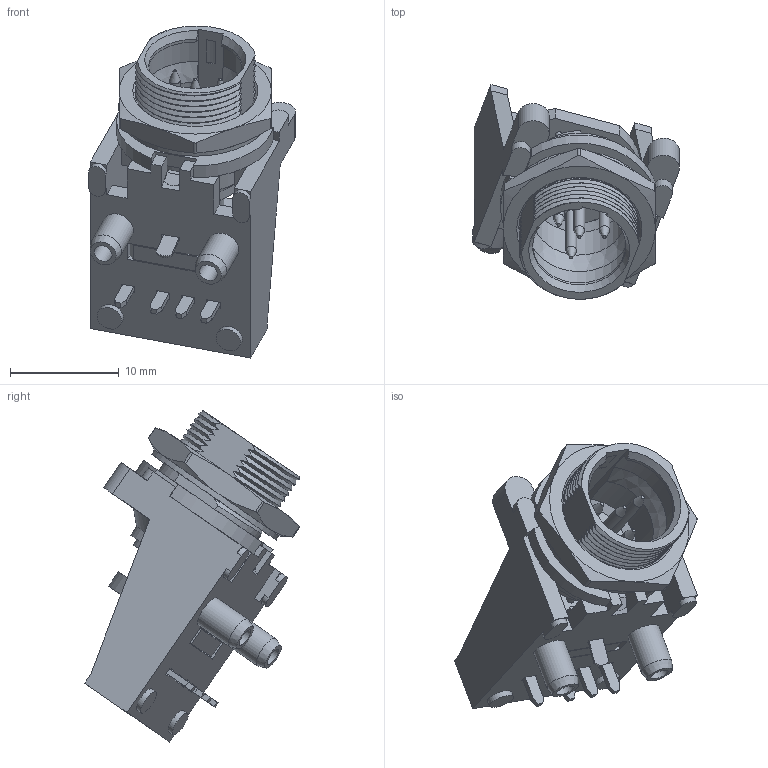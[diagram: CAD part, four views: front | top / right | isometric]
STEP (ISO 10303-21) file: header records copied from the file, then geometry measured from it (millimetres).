
FILE_DESCRIPTION((''),'2;1');
FILE_NAME('AG4MCCH.stp','2010-10-19T18:00:40',('thien'),(''),'Autodesk Inventor 10','Autodesk Inventor 10','');
FILE_SCHEMA(('AUTOMOTIVE_DESIGN { 1 0 10303 214 1 1 1 1 }'));
Length unit declared in the file: millimetre
Products named in the file (10): AG4MCCH; 4MP-Chassis; PCB; PIN1; washer; Housing; contact insert; GROUND CONTACT; CONTACT; nut
Assembly tree (15 placements, depth 2):
  AG4MCCH
    4MP-Chassis
    PCB
    PIN1  x4
    washer
    Housing
    contact insert
    GROUND CONTACT
    CONTACT  x4
    nut
Bounding box: 19.01 x 19.77 x 30.52 mm (x, y, z)
Volume: 2135.1 mm3; surface area: 4007 mm2
Topology: 15 solids, 15 shells, 504 faces, 1282 edges, 820 vertices
Faces by surface type: plane 278, cylinder 150, bspline 42, cone 30, sphere 4
Full cylindrical faces by diameter (mm): 0.63 x4, 0.73 x4, 0.8 x4, 0.96 x4, 0.98 x4, 1 x4, 1.1 x4, 1.7 x2, 2.36 x2, 3 x2, 7 x1, 7.6 x1, 11.113 x1, 13.9 x1
Entity records: 15997 total; most frequent: CARTESIAN_POINT 5729, ORIENTED_EDGE 2128, DIRECTION 1918, EDGE_CURVE 1064, VERTEX_POINT 700, AXIS2_PLACEMENT_3D 643, VECTOR 632, LINE 632
